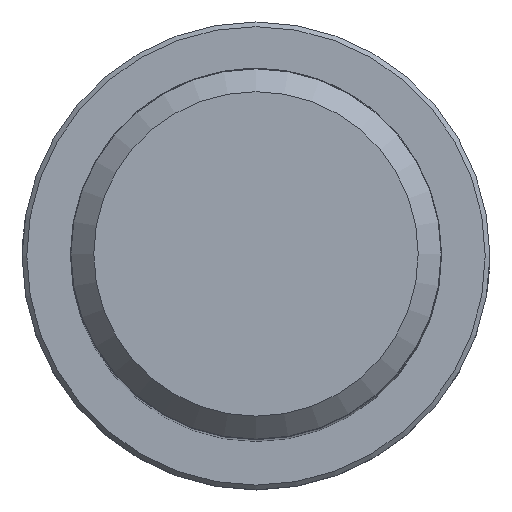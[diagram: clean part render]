
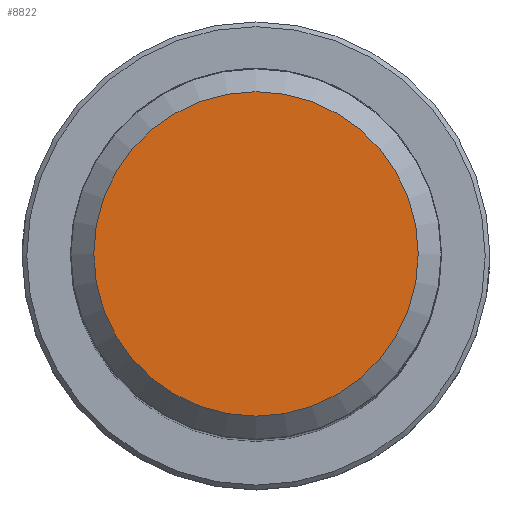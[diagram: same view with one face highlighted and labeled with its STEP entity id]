
A CAD part, top view. The second image highlights one B-rep face of the part: STEP entity #8822.
In plain terms, the highlighted planar face has unit normal (0, 0, 1).
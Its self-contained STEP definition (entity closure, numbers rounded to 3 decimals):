
#8736 = CONICAL_SURFACE('',#8737,7.935,0.785);
#8737 = AXIS2_PLACEMENT_3D('',#8738,#8739,#8740);
#8738 = CARTESIAN_POINT('',(0.,0.,47.));
#8739 = DIRECTION('',(0.,0.,-1.));
#8740 = DIRECTION('',(-1.,0.,0.));
#8822 = ADVANCED_FACE('',(#8823),#8836,.F.);
#8823 = FACE_BOUND('',#8824,.T.);
#8824 = EDGE_LOOP('',(#8825));
#8825 = ORIENTED_EDGE('',*,*,#8826,.F.);
#8826 = EDGE_CURVE('',#8827,#8827,#8829,.T.);
#8827 = VERTEX_POINT('',#8828);
#8828 = CARTESIAN_POINT('',(-6.935,0.,48.));
#8829 = SURFACE_CURVE('',#8830,(#8835,#8847),.PCURVE_S1.);
#8830 = CIRCLE('',#8831,6.935);
#8831 = AXIS2_PLACEMENT_3D('',#8832,#8833,#8834);
#8832 = CARTESIAN_POINT('',(0.,0.,48.));
#8833 = DIRECTION('',(0.,0.,-1.));
#8834 = DIRECTION('',(-1.,0.,0.));
#8835 = PCURVE('',#8836,#8841);
#8836 = PLANE('',#8837);
#8837 = AXIS2_PLACEMENT_3D('',#8838,#8839,#8840);
#8838 = CARTESIAN_POINT('',(0.,0.,48.));
#8839 = DIRECTION('',(0.,0.,-1.));
#8840 = DIRECTION('',(-1.,0.,0.));
#8841 = DEFINITIONAL_REPRESENTATION('',(#8842),#8846);
#8842 = CIRCLE('',#8843,6.935);
#8843 = AXIS2_PLACEMENT_2D('',#8844,#8845);
#8844 = CARTESIAN_POINT('',(0.,0.));
#8845 = DIRECTION('',(1.,0.));
#8846 = ( GEOMETRIC_REPRESENTATION_CONTEXT(2) 
PARAMETRIC_REPRESENTATION_CONTEXT() REPRESENTATION_CONTEXT('2D SPACE',''
  ) );
#8847 = PCURVE('',#8736,#8848);
#8848 = DEFINITIONAL_REPRESENTATION('',(#8849),#8853);
#8849 = LINE('',#8850,#8851);
#8850 = CARTESIAN_POINT('',(0.,-1.));
#8851 = VECTOR('',#8852,1.);
#8852 = DIRECTION('',(1.,0.));
#8853 = ( GEOMETRIC_REPRESENTATION_CONTEXT(2) 
PARAMETRIC_REPRESENTATION_CONTEXT() REPRESENTATION_CONTEXT('2D SPACE',''
  ) );
